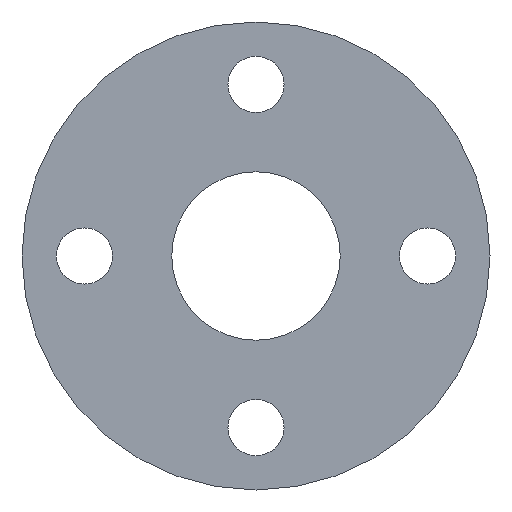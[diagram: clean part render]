
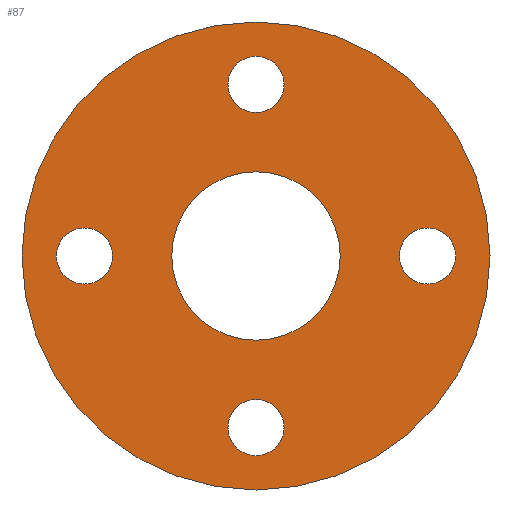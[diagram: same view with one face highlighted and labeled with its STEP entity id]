
A CAD part, front view. The second image highlights one B-rep face of the part: STEP entity #87.
In plain terms, the highlighted planar face has unit normal (0, -1, 0).
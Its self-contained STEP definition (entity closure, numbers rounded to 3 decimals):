
#3 = AXIS2_PLACEMENT_3D ( 'NONE', #507, #97, #234 ) ;
#5 = DIRECTION ( 'NONE',  ( 0., 0., -1. ) ) ;
#7 = EDGE_CURVE ( 'NONE', #484, #324, #68, .T. ) ;
#15 = DIRECTION ( 'NONE',  ( 0., -1., 0. ) ) ;
#19 = DIRECTION ( 'NONE',  ( 0., 0., -1. ) ) ;
#40 = EDGE_CURVE ( 'NONE', #216, #261, #204, .T. ) ;
#44 = VERTEX_POINT ( 'NONE', #45 ) ;
#45 = CARTESIAN_POINT ( 'NONE',  ( -55., 0., 9. ) ) ;
#47 = CIRCLE ( 'NONE', #131, 9. ) ;
#49 = AXIS2_PLACEMENT_3D ( 'NONE', #561, #375, #464 ) ;
#50 = DIRECTION ( 'NONE',  ( 0., -1., 0. ) ) ;
#57 = DIRECTION ( 'NONE',  ( 0., 1., 0. ) ) ;
#62 = CARTESIAN_POINT ( 'NONE',  ( 0., 0., 27. ) ) ;
#68 = CIRCLE ( 'NONE', #49, 75. ) ;
#71 = CIRCLE ( 'NONE', #344, 9. ) ;
#74 = FACE_BOUND ( 'NONE', #480, .T. ) ;
#87 = ADVANCED_FACE ( 'NONE', ( #570, #569, #74, #205, #252, #566 ), #162, .T. ) ;
#92 = CARTESIAN_POINT ( 'NONE',  ( 0., 0., 55. ) ) ;
#97 = DIRECTION ( 'NONE',  ( 0., -1., 0. ) ) ;
#100 = CARTESIAN_POINT ( 'NONE',  ( 0., 0., -64. ) ) ;
#101 = EDGE_CURVE ( 'NONE', #261, #216, #157, .T. ) ;
#103 = CARTESIAN_POINT ( 'NONE',  ( 0., 0., -55. ) ) ;
#104 = DIRECTION ( 'NONE',  ( 0., -1., 0. ) ) ;
#108 = CARTESIAN_POINT ( 'NONE',  ( -55., 0., 0. ) ) ;
#118 = EDGE_CURVE ( 'NONE', #222, #44, #47, .T. ) ;
#123 = EDGE_LOOP ( 'NONE', ( #410, #487 ) ) ;
#124 = CARTESIAN_POINT ( 'NONE',  ( -55., 0., 0. ) ) ;
#131 = AXIS2_PLACEMENT_3D ( 'NONE', #108, #514, #153 ) ;
#139 = VERTEX_POINT ( 'NONE', #62 ) ;
#141 = CIRCLE ( 'NONE', #289, 9. ) ;
#153 = DIRECTION ( 'NONE',  ( 0., 0., -1. ) ) ;
#157 = CIRCLE ( 'NONE', #471, 9. ) ;
#159 = EDGE_CURVE ( 'NONE', #324, #484, #307, .T. ) ;
#162 = PLANE ( 'NONE',  #239 ) ;
#175 = ORIENTED_EDGE ( 'NONE', *, *, #477, .T. ) ;
#177 = CARTESIAN_POINT ( 'NONE',  ( 0., 0., 64. ) ) ;
#196 = CARTESIAN_POINT ( 'NONE',  ( 55., 0., 0. ) ) ;
#200 = CARTESIAN_POINT ( 'NONE',  ( 55., 0., -9. ) ) ;
#201 = CARTESIAN_POINT ( 'NONE',  ( 0., 0., 75. ) ) ;
#204 = CIRCLE ( 'NONE', #274, 9. ) ;
#205 = FACE_BOUND ( 'NONE', #211, .T. ) ;
#207 = ORIENTED_EDGE ( 'NONE', *, *, #118, .F. ) ;
#211 = EDGE_LOOP ( 'NONE', ( #207, #244 ) ) ;
#213 = CIRCLE ( 'NONE', #502, 27. ) ;
#216 = VERTEX_POINT ( 'NONE', #443 ) ;
#217 = DIRECTION ( 'NONE',  ( 0., -1., 0. ) ) ;
#219 = ORIENTED_EDGE ( 'NONE', *, *, #373, .F. ) ;
#222 = VERTEX_POINT ( 'NONE', #351 ) ;
#234 = DIRECTION ( 'NONE',  ( 0., 0., -1. ) ) ;
#239 = AXIS2_PLACEMENT_3D ( 'NONE', #201, #15, #19 ) ;
#240 = DIRECTION ( 'NONE',  ( 0., 0., 1. ) ) ;
#244 = ORIENTED_EDGE ( 'NONE', *, *, #295, .F. ) ;
#252 = FACE_BOUND ( 'NONE', #528, .T. ) ;
#257 = ORIENTED_EDGE ( 'NONE', *, *, #454, .T. ) ;
#258 = CIRCLE ( 'NONE', #3, 9. ) ;
#261 = VERTEX_POINT ( 'NONE', #177 ) ;
#265 = CARTESIAN_POINT ( 'NONE',  ( 0., 0., -75. ) ) ;
#269 = CIRCLE ( 'NONE', #519, 9. ) ;
#274 = AXIS2_PLACEMENT_3D ( 'NONE', #92, #50, #460 ) ;
#275 = VERTEX_POINT ( 'NONE', #591 ) ;
#289 = AXIS2_PLACEMENT_3D ( 'NONE', #586, #476, #305 ) ;
#295 = EDGE_CURVE ( 'NONE', #44, #222, #71, .T. ) ;
#300 = DIRECTION ( 'NONE',  ( 0., 0., -1. ) ) ;
#305 = DIRECTION ( 'NONE',  ( 0., 0., -1. ) ) ;
#307 = CIRCLE ( 'NONE', #406, 75. ) ;
#312 = ORIENTED_EDGE ( 'NONE', *, *, #101, .F. ) ;
#324 = VERTEX_POINT ( 'NONE', #265 ) ;
#326 = CARTESIAN_POINT ( 'NONE',  ( 0., 0., 0. ) ) ;
#333 = DIRECTION ( 'NONE',  ( 0., 0., -1. ) ) ;
#334 = AXIS2_PLACEMENT_3D ( 'NONE', #103, #557, #378 ) ;
#340 = VERTEX_POINT ( 'NONE', #354 ) ;
#344 = AXIS2_PLACEMENT_3D ( 'NONE', #124, #217, #300 ) ;
#345 = CIRCLE ( 'NONE', #334, 9. ) ;
#351 = CARTESIAN_POINT ( 'NONE',  ( -55., 0., -9. ) ) ;
#353 = ORIENTED_EDGE ( 'NONE', *, *, #563, .F. ) ;
#354 = CARTESIAN_POINT ( 'NONE',  ( 0., 0., -46. ) ) ;
#373 = EDGE_CURVE ( 'NONE', #545, #556, #269, .T. ) ;
#375 = DIRECTION ( 'NONE',  ( 0., 1., 0. ) ) ;
#378 = DIRECTION ( 'NONE',  ( 0., 0., -1. ) ) ;
#394 = EDGE_CURVE ( 'NONE', #340, #533, #345, .T. ) ;
#406 = AXIS2_PLACEMENT_3D ( 'NONE', #432, #478, #524 ) ;
#410 = ORIENTED_EDGE ( 'NONE', *, *, #7, .F. ) ;
#422 = CARTESIAN_POINT ( 'NONE',  ( 0., 0., 55. ) ) ;
#432 = CARTESIAN_POINT ( 'NONE',  ( 0., 0., 0. ) ) ;
#437 = ORIENTED_EDGE ( 'NONE', *, *, #40, .F. ) ;
#443 = CARTESIAN_POINT ( 'NONE',  ( 0., 0., 46. ) ) ;
#447 = CIRCLE ( 'NONE', #473, 27. ) ;
#454 = EDGE_CURVE ( 'NONE', #275, #139, #213, .T. ) ;
#460 = DIRECTION ( 'NONE',  ( 0., 0., -1. ) ) ;
#464 = DIRECTION ( 'NONE',  ( 0., 0., 1. ) ) ;
#471 = AXIS2_PLACEMENT_3D ( 'NONE', #422, #104, #333 ) ;
#473 = AXIS2_PLACEMENT_3D ( 'NONE', #326, #57, #240 ) ;
#476 = DIRECTION ( 'NONE',  ( 0., -1., 0. ) ) ;
#477 = EDGE_CURVE ( 'NONE', #139, #275, #447, .T. ) ;
#478 = DIRECTION ( 'NONE',  ( 0., 1., 0. ) ) ;
#480 = EDGE_LOOP ( 'NONE', ( #437, #312 ) ) ;
#484 = VERTEX_POINT ( 'NONE', #565 ) ;
#487 = ORIENTED_EDGE ( 'NONE', *, *, #159, .F. ) ;
#502 = AXIS2_PLACEMENT_3D ( 'NONE', #513, #562, #560 ) ;
#504 = EDGE_LOOP ( 'NONE', ( #219, #353 ) ) ;
#506 = ORIENTED_EDGE ( 'NONE', *, *, #542, .F. ) ;
#507 = CARTESIAN_POINT ( 'NONE',  ( 0., 0., -55. ) ) ;
#513 = CARTESIAN_POINT ( 'NONE',  ( 0., 0., 0. ) ) ;
#514 = DIRECTION ( 'NONE',  ( 0., -1., 0. ) ) ;
#519 = AXIS2_PLACEMENT_3D ( 'NONE', #196, #555, #5 ) ;
#522 = EDGE_LOOP ( 'NONE', ( #506, #581 ) ) ;
#523 = CARTESIAN_POINT ( 'NONE',  ( 55., 0., 9. ) ) ;
#524 = DIRECTION ( 'NONE',  ( 0., 0., 1. ) ) ;
#528 = EDGE_LOOP ( 'NONE', ( #175, #257 ) ) ;
#533 = VERTEX_POINT ( 'NONE', #100 ) ;
#542 = EDGE_CURVE ( 'NONE', #533, #340, #258, .T. ) ;
#545 = VERTEX_POINT ( 'NONE', #200 ) ;
#555 = DIRECTION ( 'NONE',  ( 0., -1., 0. ) ) ;
#556 = VERTEX_POINT ( 'NONE', #523 ) ;
#557 = DIRECTION ( 'NONE',  ( 0., -1., 0. ) ) ;
#560 = DIRECTION ( 'NONE',  ( 0., 0., 1. ) ) ;
#561 = CARTESIAN_POINT ( 'NONE',  ( 0., 0., 0. ) ) ;
#562 = DIRECTION ( 'NONE',  ( 0., 1., 0. ) ) ;
#563 = EDGE_CURVE ( 'NONE', #556, #545, #141, .T. ) ;
#565 = CARTESIAN_POINT ( 'NONE',  ( 0., 0., 75. ) ) ;
#566 = FACE_OUTER_BOUND ( 'NONE', #123, .T. ) ;
#569 = FACE_BOUND ( 'NONE', #504, .T. ) ;
#570 = FACE_BOUND ( 'NONE', #522, .T. ) ;
#581 = ORIENTED_EDGE ( 'NONE', *, *, #394, .F. ) ;
#586 = CARTESIAN_POINT ( 'NONE',  ( 55., 0., 0. ) ) ;
#591 = CARTESIAN_POINT ( 'NONE',  ( 0., 0., -27. ) ) ;
